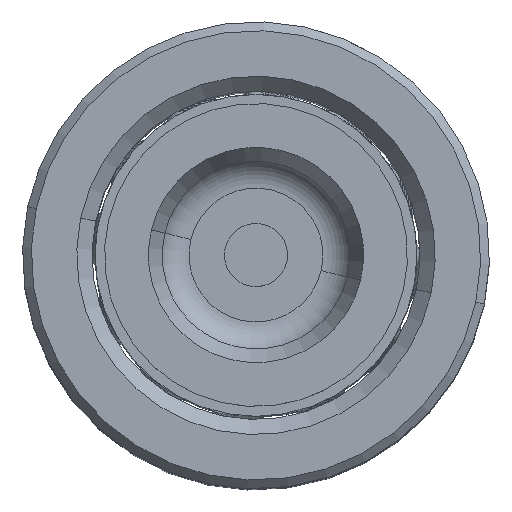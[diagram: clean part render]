
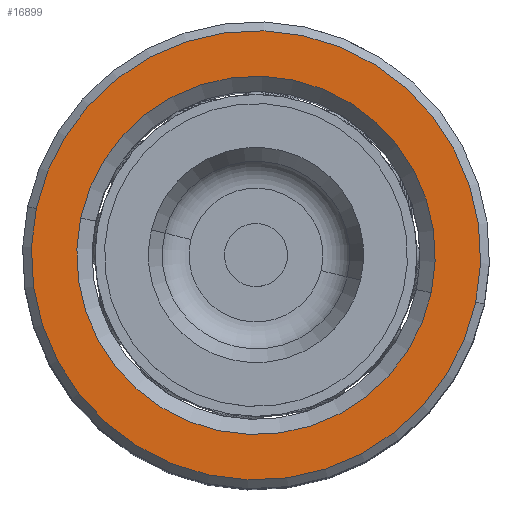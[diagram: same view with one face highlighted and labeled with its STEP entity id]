
A CAD part, top view. The second image highlights one B-rep face of the part: STEP entity #16899.
In plain terms, the highlighted planar face has unit normal (0, 0, 1).
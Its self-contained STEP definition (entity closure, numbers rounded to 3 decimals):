
#516 = AXIS2_PLACEMENT_3D ( 'NONE', #816, #9091, #17234 ) ;
#816 = CARTESIAN_POINT ( 'NONE',  ( 0., 0., 60. ) ) ;
#1000 = CIRCLE ( 'NONE', #3461, 14.2 ) ;
#2588 = EDGE_CURVE ( 'NONE', #10478, #8997, #5713, .T. ) ;
#3461 = AXIS2_PLACEMENT_3D ( 'NONE', #17046, #4525, #19125 ) ;
#3504 = DIRECTION ( 'NONE',  ( 0., 0., -1. ) ) ;
#4142 = CARTESIAN_POINT ( 'NONE',  ( -17.8, 0., 60. ) ) ;
#4307 = CARTESIAN_POINT ( 'NONE',  ( 0., 0., 60. ) ) ;
#4525 = DIRECTION ( 'NONE',  ( 0., 0., -1. ) ) ;
#4915 = ORIENTED_EDGE ( 'NONE', *, *, #9541, .T. ) ;
#5456 = ORIENTED_EDGE ( 'NONE', *, *, #2588, .T. ) ;
#5546 = ORIENTED_EDGE ( 'NONE', *, *, #16662, .T. ) ;
#5713 = CIRCLE ( 'NONE', #516, 17.8 ) ;
#6560 = DIRECTION ( 'NONE',  ( 0., 0., 1. ) ) ;
#7097 = CARTESIAN_POINT ( 'NONE',  ( 17.8, 0., 60. ) ) ;
#8997 = VERTEX_POINT ( 'NONE', #7097 ) ;
#9091 = DIRECTION ( 'NONE',  ( 0., 0., 1. ) ) ;
#9156 = FACE_BOUND ( 'NONE', #22092, .T. ) ;
#9541 = EDGE_CURVE ( 'NONE', #20918, #12520, #1000, .T. ) ;
#10478 = VERTEX_POINT ( 'NONE', #4142 ) ;
#11362 = CARTESIAN_POINT ( 'NONE',  ( 0., 0., 60. ) ) ;
#12520 = VERTEX_POINT ( 'NONE', #24127 ) ;
#13751 = EDGE_CURVE ( 'NONE', #8997, #10478, #18526, .T. ) ;
#15539 = CARTESIAN_POINT ( 'NONE',  ( 0., 0., 60. ) ) ;
#15857 = CIRCLE ( 'NONE', #23395, 14.2 ) ;
#16662 = EDGE_CURVE ( 'NONE', #12520, #20918, #15857, .T. ) ;
#16899 = ADVANCED_FACE ( 'NONE', ( #25186, #9156 ), #18434, .T. ) ;
#17046 = CARTESIAN_POINT ( 'NONE',  ( 0., 0., 60. ) ) ;
#17180 = CARTESIAN_POINT ( 'NONE',  ( 14.2, 0., 60. ) ) ;
#17234 = DIRECTION ( 'NONE',  ( 1., 0., 0. ) ) ;
#17801 = DIRECTION ( 'NONE',  ( 1., 0., 0. ) ) ;
#17996 = ORIENTED_EDGE ( 'NONE', *, *, #13751, .T. ) ;
#18434 = PLANE ( 'NONE',  #21866 ) ;
#18526 = CIRCLE ( 'NONE', #20468, 17.8 ) ;
#19125 = DIRECTION ( 'NONE',  ( 1., 0., 0. ) ) ;
#20413 = DIRECTION ( 'NONE',  ( 0., 0., 1. ) ) ;
#20468 = AXIS2_PLACEMENT_3D ( 'NONE', #11362, #20413, #24329 ) ;
#20849 = DIRECTION ( 'NONE',  ( 1., 0., 0. ) ) ;
#20918 = VERTEX_POINT ( 'NONE', #17180 ) ;
#21866 = AXIS2_PLACEMENT_3D ( 'NONE', #4307, #6560, #20849 ) ;
#22092 = EDGE_LOOP ( 'NONE', ( #4915, #5546 ) ) ;
#23395 = AXIS2_PLACEMENT_3D ( 'NONE', #15539, #3504, #17801 ) ;
#23944 = EDGE_LOOP ( 'NONE', ( #5456, #17996 ) ) ;
#24127 = CARTESIAN_POINT ( 'NONE',  ( -14.2, 0., 60. ) ) ;
#24329 = DIRECTION ( 'NONE',  ( 1., 0., 0. ) ) ;
#25186 = FACE_OUTER_BOUND ( 'NONE', #23944, .T. ) ;
